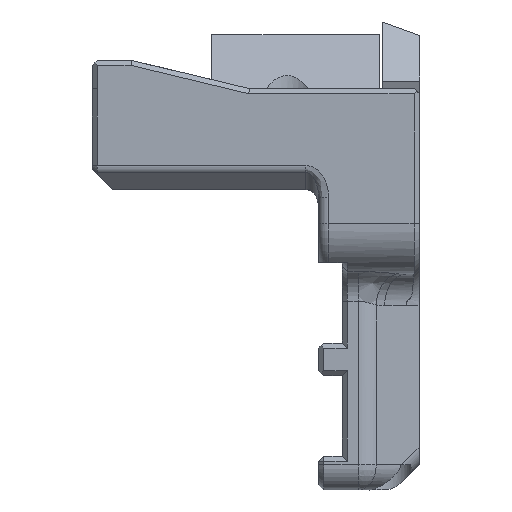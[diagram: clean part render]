
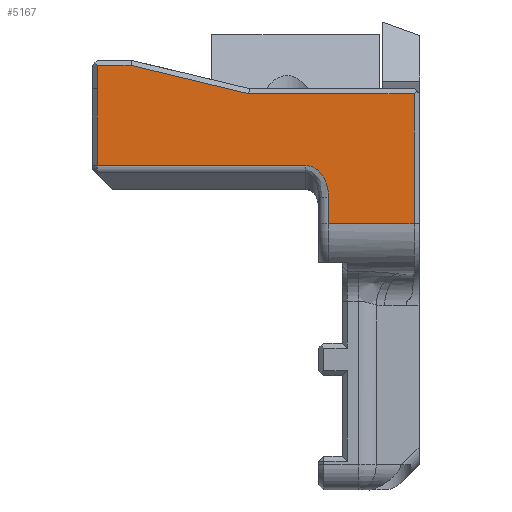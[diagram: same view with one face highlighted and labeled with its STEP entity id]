
A CAD part, left-side view. The second image highlights one B-rep face of the part: STEP entity #5167.
In plain terms, the highlighted face is planar.
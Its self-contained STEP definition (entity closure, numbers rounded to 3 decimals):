
#141=B_SPLINE_CURVE_WITH_KNOTS('',3,(#9223,#9224,#9225,#9226,#9227,#9228,
#9229,#9230,#9231,#9232,#9233,#9234,#9235),.UNSPECIFIED.,.F.,.F.,(4,3,3,
3,4),(3.142,3.534,3.927,4.32,
4.712),.UNSPECIFIED.);
#283=PLANE('',#5649);
#538=FACE_OUTER_BOUND('',#835,.T.);
#835=EDGE_LOOP('',(#4504,#4505,#4506,#4507,#4508,#4509,#4510,#4511,#4512,
#4513));
#1134=LINE('',#8222,#1663);
#1344=LINE('',#9213,#1873);
#1345=LINE('',#9215,#1874);
#1346=LINE('',#9217,#1875);
#1347=LINE('',#9219,#1876);
#1348=LINE('',#9221,#1877);
#1349=LINE('',#9236,#1878);
#1350=LINE('',#9238,#1879);
#1351=LINE('',#9239,#1880);
#1663=VECTOR('',#6326,1000.);
#1873=VECTOR('',#6902,1000.);
#1874=VECTOR('',#6903,1000.);
#1875=VECTOR('',#6904,1000.);
#1876=VECTOR('',#6905,1000.);
#1877=VECTOR('',#6906,1000.);
#1878=VECTOR('',#6907,1000.);
#1879=VECTOR('',#6908,1000.);
#1880=VECTOR('',#6909,1000.);
#2429=VERTEX_POINT('',#8219);
#2430=VERTEX_POINT('',#8221);
#2586=VERTEX_POINT('',#9211);
#2587=VERTEX_POINT('',#9212);
#2588=VERTEX_POINT('',#9214);
#2589=VERTEX_POINT('',#9216);
#2590=VERTEX_POINT('',#9218);
#2591=VERTEX_POINT('',#9220);
#2592=VERTEX_POINT('',#9222);
#2593=VERTEX_POINT('',#9237);
#2979=EDGE_CURVE('',#2430,#2429,#1134,.T.);
#3266=EDGE_CURVE('',#2586,#2587,#1344,.T.);
#3267=EDGE_CURVE('',#2587,#2588,#1345,.T.);
#3268=EDGE_CURVE('',#2588,#2589,#1346,.T.);
#3269=EDGE_CURVE('',#2589,#2590,#1347,.T.);
#3270=EDGE_CURVE('',#2590,#2591,#1348,.T.);
#3271=EDGE_CURVE('',#2591,#2592,#141,.T.);
#3272=EDGE_CURVE('',#2592,#2430,#1349,.T.);
#3273=EDGE_CURVE('',#2429,#2593,#1350,.T.);
#3274=EDGE_CURVE('',#2593,#2586,#1351,.T.);
#4504=ORIENTED_EDGE('',*,*,#3266,.T.);
#4505=ORIENTED_EDGE('',*,*,#3267,.T.);
#4506=ORIENTED_EDGE('',*,*,#3268,.T.);
#4507=ORIENTED_EDGE('',*,*,#3269,.T.);
#4508=ORIENTED_EDGE('',*,*,#3270,.T.);
#4509=ORIENTED_EDGE('',*,*,#3271,.T.);
#4510=ORIENTED_EDGE('',*,*,#3272,.T.);
#4511=ORIENTED_EDGE('',*,*,#2979,.T.);
#4512=ORIENTED_EDGE('',*,*,#3273,.T.);
#4513=ORIENTED_EDGE('',*,*,#3274,.T.);
#5167=ADVANCED_FACE('',(#538),#283,.T.);
#5649=AXIS2_PLACEMENT_3D('',#9210,#6900,#6901);
#6326=DIRECTION('',(-1.,0.,0.));
#6900=DIRECTION('center_axis',(0.,1.,0.));
#6901=DIRECTION('ref_axis',(1.,0.,0.));
#6902=DIRECTION('',(0.972,0.,0.233));
#6903=DIRECTION('',(1.,0.,0.));
#6904=DIRECTION('',(0.,0.,-1.));
#6905=DIRECTION('',(0.,0.,-1.));
#6906=DIRECTION('',(-1.,0.,0.));
#6907=DIRECTION('',(0.,0.,-1.));
#6908=DIRECTION('',(0.,0.,1.));
#6909=DIRECTION('',(1.,0.,0.));
#8219=CARTESIAN_POINT('',(13.86,17.,31.8));
#8221=CARTESIAN_POINT('',(20.66,17.,31.8));
#8222=CARTESIAN_POINT('',(35.501,17.,31.8));
#9210=CARTESIAN_POINT('Origin',(35.501,17.,31.8));
#9211=CARTESIAN_POINT('',(27.007,17.,42.149));
#9212=CARTESIAN_POINT('',(36.382,17.,44.399));
#9213=CARTESIAN_POINT('',(32.69,17.,43.513));
#9214=CARTESIAN_POINT('',(39.06,17.,44.399));
#9215=CARTESIAN_POINT('',(35.501,17.,44.399));
#9216=CARTESIAN_POINT('',(39.06,17.,42.549));
#9217=CARTESIAN_POINT('',(39.06,17.,31.8));
#9218=CARTESIAN_POINT('',(39.06,17.,36.431));
#9219=CARTESIAN_POINT('',(39.06,17.,31.8));
#9220=CARTESIAN_POINT('',(22.46,17.,36.431));
#9221=CARTESIAN_POINT('',(22.46,17.,36.431));
#9222=CARTESIAN_POINT('',(20.66,17.,33.886));
#9223=CARTESIAN_POINT('Ctrl Pts',(22.46,17.,36.431));
#9224=CARTESIAN_POINT('Ctrl Pts',(22.224,17.,36.431));
#9225=CARTESIAN_POINT('Ctrl Pts',(21.989,17.,36.365));
#9226=CARTESIAN_POINT('Ctrl Pts',(21.771,17.,36.238));
#9227=CARTESIAN_POINT('Ctrl Pts',(21.553,17.,36.11));
#9228=CARTESIAN_POINT('Ctrl Pts',(21.354,17.,35.921));
#9229=CARTESIAN_POINT('Ctrl Pts',(21.187,17.,35.686));
#9230=CARTESIAN_POINT('Ctrl Pts',(21.021,17.,35.45));
#9231=CARTESIAN_POINT('Ctrl Pts',(20.887,17.,35.168));
#9232=CARTESIAN_POINT('Ctrl Pts',(20.797,17.,34.86));
#9233=CARTESIAN_POINT('Ctrl Pts',(20.707,17.,34.552));
#9234=CARTESIAN_POINT('Ctrl Pts',(20.66,17.,34.219));
#9235=CARTESIAN_POINT('Ctrl Pts',(20.66,17.,33.886));
#9236=CARTESIAN_POINT('',(20.66,17.,31.8));
#9237=CARTESIAN_POINT('',(13.86,17.,42.149));
#9238=CARTESIAN_POINT('',(13.86,17.,42.549));
#9239=CARTESIAN_POINT('',(26.96,17.,42.149));
